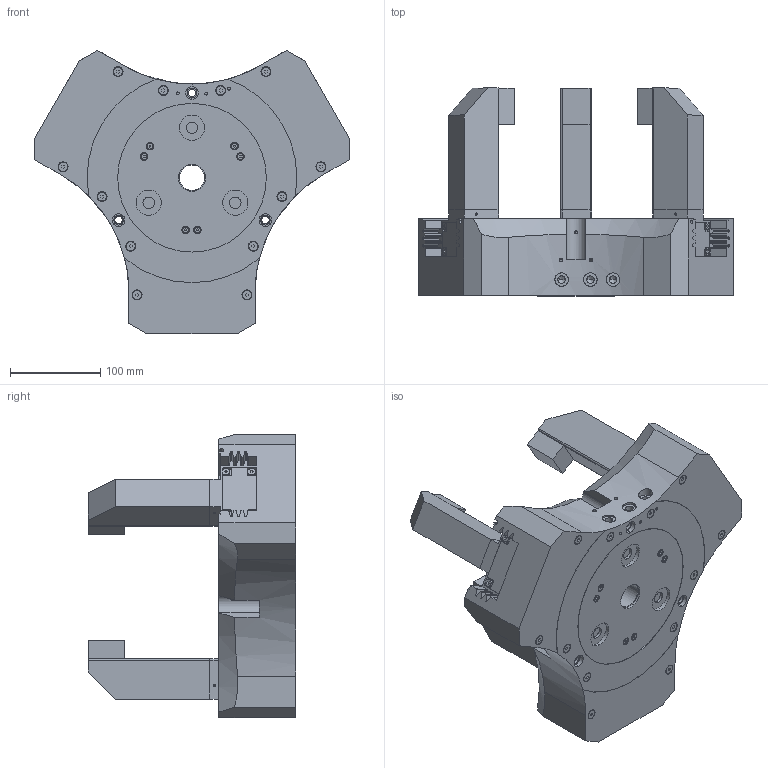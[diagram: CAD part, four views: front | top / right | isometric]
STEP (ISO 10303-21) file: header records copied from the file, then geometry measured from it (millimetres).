
FILE_DESCRIPTION (( 'STEP AP214' ), '1' );
FILE_NAME ('SCHUNK-0305380-PZH-plus-50-12Kg.STEP', '2023-12-01T13:54:26', ( '' ), ( '' ), 'SwSTEP 2.0', 'SolidWorks 2023', '' );
FILE_SCHEMA (( 'AUTOMOTIVE_DESIGN' ));
Length unit declared in the file: inch
Products named in the file (1): SCHUNK-0305380-PZH-plus-50-12Kg
Bounding box: 349.64 x 230.6 x 314.35 mm (x, y, z)
Volume: 5548476.1 mm3; surface area: 567918 mm2
Topology: 10 solids, 22 shells, 1411 faces, 3657 edges, 2354 vertices
Faces by surface type: plane 779, cylinder 540, cone 92
Entity records: 43527 total; most frequent: CARTESIAN_POINT 8543, DIRECTION 7273, ORIENTED_EDGE 7170, EDGE_CURVE 3585, LINE 2429, VECTOR 2429, AXIS2_PLACEMENT_3D 2422, VERTEX_POINT 2354
